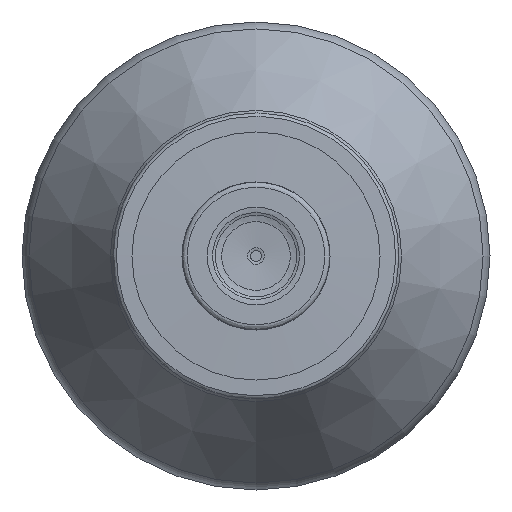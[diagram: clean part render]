
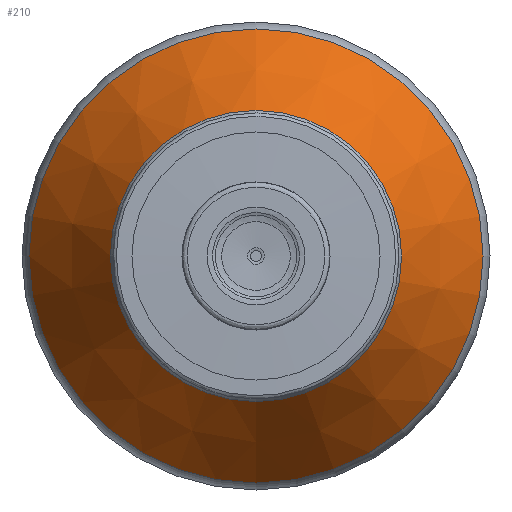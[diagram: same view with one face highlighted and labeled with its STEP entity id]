
A CAD part, left-side view. The second image highlights one B-rep face of the part: STEP entity #210.
In plain terms, the highlighted conical face has half-angle 32.821 degrees and reference radius 26.202 mm.
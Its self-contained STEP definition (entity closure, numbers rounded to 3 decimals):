
#106=CONICAL_SURFACE('',#551,26.202,32.821);
#149=FACE_BOUND('',#275,.T.);
#150=FACE_BOUND('',#276,.T.);
#210=ADVANCED_FACE('',(#149,#150),#106,.T.);
#275=EDGE_LOOP('',(#353));
#276=EDGE_LOOP('',(#354));
#353=ORIENTED_EDGE('',*,*,#456,.T.);
#354=ORIENTED_EDGE('',*,*,#455,.F.);
#416=VERTEX_POINT('',#795);
#417=VERTEX_POINT('',#798);
#455=EDGE_CURVE('',#416,#416,#494,.T.);
#456=EDGE_CURVE('',#417,#417,#495,.T.);
#494=CIRCLE('',#548,26.202);
#495=CIRCLE('',#550,16.798);
#548=AXIS2_PLACEMENT_3D('',#794,#646,#647);
#550=AXIS2_PLACEMENT_3D('',#797,#650,#651);
#551=AXIS2_PLACEMENT_3D('',#799,#652,#653);
#646=DIRECTION('',(1.,0.,0.));
#647=DIRECTION('',(0.,0.,1.));
#650=DIRECTION('',(1.,0.,0.));
#651=DIRECTION('',(0.,0.,1.));
#652=DIRECTION('',(1.,0.,0.));
#653=DIRECTION('',(0.,0.,-1.));
#794=CARTESIAN_POINT('',(120.29,0.,0.));
#795=CARTESIAN_POINT('',(120.29,0.,26.202));
#797=CARTESIAN_POINT('',(105.71,0.,0.));
#798=CARTESIAN_POINT('',(105.71,0.,16.798));
#799=CARTESIAN_POINT('',(120.29,0.,0.));
